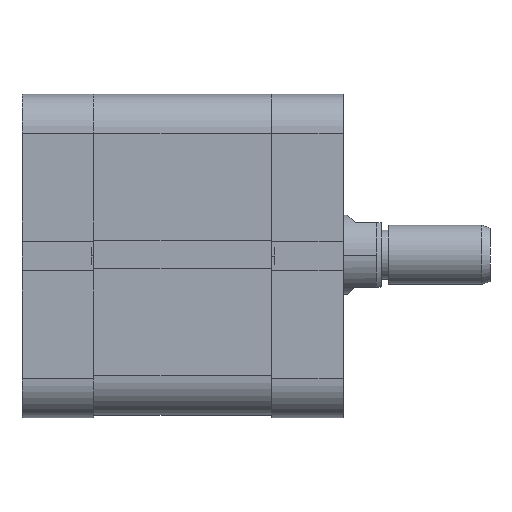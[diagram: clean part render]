
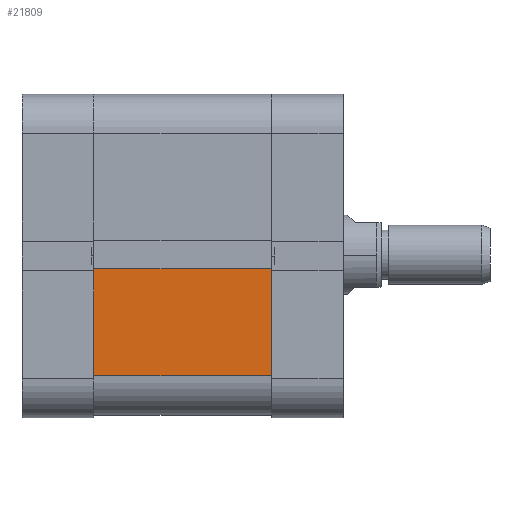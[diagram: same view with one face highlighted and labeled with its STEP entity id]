
A CAD part, front view. The second image highlights one B-rep face of the part: STEP entity #21809.
In plain terms, the highlighted planar face has unit normal (0, -1, 0).
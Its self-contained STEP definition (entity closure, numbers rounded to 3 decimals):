
#63 = CARTESIAN_POINT ( 'NONE',  ( 0., -32.5, -24.5 ) ) ;
#1096 = VECTOR ( 'NONE', #22735, 1000. ) ;
#1185 = CARTESIAN_POINT ( 'NONE',  ( 36., -32.5, -32.5 ) ) ;
#2145 = VECTOR ( 'NONE', #7951, 1000. ) ;
#2176 = VERTEX_POINT ( 'NONE', #29631 ) ;
#2625 = FACE_OUTER_BOUND ( 'NONE', #35684, .T. ) ;
#3293 = LINE ( 'NONE', #25748, #17602 ) ;
#3535 = DIRECTION ( 'NONE',  ( 0., 0., -1. ) ) ;
#3871 = EDGE_CURVE ( 'NONE', #17505, #22227, #3293, .T. ) ;
#6097 = LINE ( 'NONE', #23453, #26381 ) ;
#6388 = VERTEX_POINT ( 'NONE', #35330 ) ;
#6905 = EDGE_CURVE ( 'NONE', #2176, #17505, #6097, .T. ) ;
#7951 = DIRECTION ( 'NONE',  ( -1., 0., 0. ) ) ;
#8046 = CARTESIAN_POINT ( 'NONE',  ( 36., -32.5, -24.5 ) ) ;
#10293 = AXIS2_PLACEMENT_3D ( 'NONE', #19139, #30357, #27644 ) ;
#12240 = ORIENTED_EDGE ( 'NONE', *, *, #24956, .F. ) ;
#14215 = PLANE ( 'NONE',  #10293 ) ;
#15214 = ORIENTED_EDGE ( 'NONE', *, *, #23059, .T. ) ;
#16114 = LINE ( 'NONE', #21709, #2145 ) ;
#17505 = VERTEX_POINT ( 'NONE', #63 ) ;
#17602 = VECTOR ( 'NONE', #22508, 1000. ) ;
#19139 = CARTESIAN_POINT ( 'NONE',  ( 36., -32.5, -32.5 ) ) ;
#21709 = CARTESIAN_POINT ( 'NONE',  ( 36.001, -32.5, -2.8 ) ) ;
#21809 = ADVANCED_FACE ( 'NONE', ( #2625 ), #14215, .F. ) ;
#22227 = VERTEX_POINT ( 'NONE', #8046 ) ;
#22508 = DIRECTION ( 'NONE',  ( 1., 0., 0. ) ) ;
#22735 = DIRECTION ( 'NONE',  ( 0., 0., -1. ) ) ;
#23059 = EDGE_CURVE ( 'NONE', #6388, #2176, #16114, .T. ) ;
#23453 = CARTESIAN_POINT ( 'NONE',  ( 0., -32.5, -32.5 ) ) ;
#24862 = ORIENTED_EDGE ( 'NONE', *, *, #6905, .T. ) ;
#24956 = EDGE_CURVE ( 'NONE', #6388, #22227, #28359, .T. ) ;
#25748 = CARTESIAN_POINT ( 'NONE',  ( 36., -32.5, -24.5 ) ) ;
#26381 = VECTOR ( 'NONE', #3535, 1000. ) ;
#27644 = DIRECTION ( 'NONE',  ( 0., 0., 1. ) ) ;
#28359 = LINE ( 'NONE', #1185, #1096 ) ;
#29631 = CARTESIAN_POINT ( 'NONE',  ( 0., -32.5, -2.8 ) ) ;
#30357 = DIRECTION ( 'NONE',  ( 0., 1., 0. ) ) ;
#34881 = ORIENTED_EDGE ( 'NONE', *, *, #3871, .T. ) ;
#35330 = CARTESIAN_POINT ( 'NONE',  ( 36., -32.5, -2.8 ) ) ;
#35684 = EDGE_LOOP ( 'NONE', ( #15214, #24862, #34881, #12240 ) ) ;
